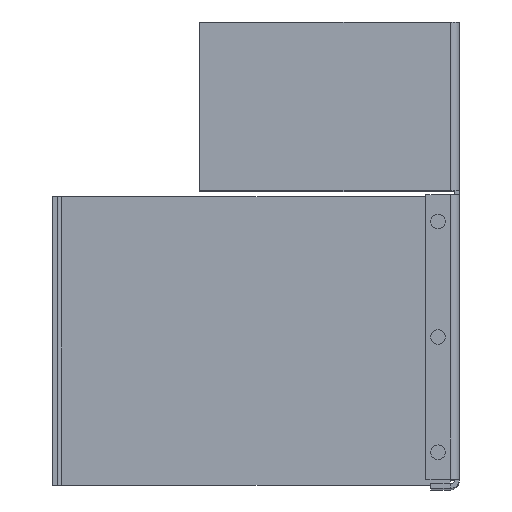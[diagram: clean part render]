
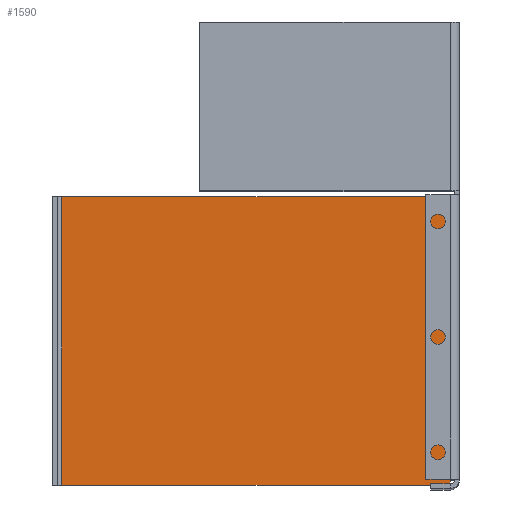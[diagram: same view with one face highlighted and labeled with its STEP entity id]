
A CAD part, top view. The second image highlights one B-rep face of the part: STEP entity #1590.
In plain terms, the highlighted planar face has unit normal (0, 0, 1).
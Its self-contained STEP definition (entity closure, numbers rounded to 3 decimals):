
#198=FACE_OUTER_BOUND('',#304,.T.);
#304=EDGE_LOOP('',(#1410,#1411,#1412,#1413,#1414));
#401=LINE('',#2444,#569);
#405=LINE('',#2454,#573);
#406=LINE('',#2457,#574);
#471=LINE('',#2611,#639);
#478=LINE('',#2627,#646);
#569=VECTOR('',#1991,10.);
#573=VECTOR('',#2001,10.);
#574=VECTOR('',#2004,10.);
#639=VECTOR('',#2157,10.);
#646=VECTOR('',#2178,10.);
#732=VERTEX_POINT('',#2441);
#733=VERTEX_POINT('',#2443);
#736=VERTEX_POINT('',#2452);
#737=VERTEX_POINT('',#2456);
#782=VERTEX_POINT('',#2609);
#906=EDGE_CURVE('',#733,#732,#401,.T.);
#912=EDGE_CURVE('',#732,#736,#405,.T.);
#913=EDGE_CURVE('',#737,#733,#406,.F.);
#991=EDGE_CURVE('',#782,#736,#471,.T.);
#999=EDGE_CURVE('',#782,#737,#478,.T.);
#1410=ORIENTED_EDGE('',*,*,#999,.T.);
#1411=ORIENTED_EDGE('',*,*,#913,.T.);
#1412=ORIENTED_EDGE('',*,*,#906,.T.);
#1413=ORIENTED_EDGE('',*,*,#912,.T.);
#1414=ORIENTED_EDGE('',*,*,#991,.F.);
#1503=PLANE('',#1744);
#1590=ADVANCED_FACE('',(#198),#1503,.F.);
#1744=AXIS2_PLACEMENT_3D('',#2631,#2182,#2183);
#1991=DIRECTION('',(0.,1.,0.));
#2001=DIRECTION('',(0.,1.,0.));
#2004=DIRECTION('',(-1.,0.,0.));
#2157=DIRECTION('',(1.,0.,0.));
#2178=DIRECTION('',(0.,-1.,0.));
#2182=DIRECTION('center_axis',(0.,0.,-1.));
#2183=DIRECTION('ref_axis',(1.,0.,0.));
#2441=CARTESIAN_POINT('',(139.4,311.508,171.8));
#2443=CARTESIAN_POINT('',(139.4,309.908,171.8));
#2444=CARTESIAN_POINT('',(139.4,470.,171.8));
#2452=CARTESIAN_POINT('',(139.4,410.,171.8));
#2454=CARTESIAN_POINT('',(139.4,470.,171.8));
#2456=CARTESIAN_POINT('',(4.8,309.908,171.8));
#2457=CARTESIAN_POINT('',(3.2,309.908,171.8));
#2609=CARTESIAN_POINT('',(4.8,410.,171.8));
#2611=CARTESIAN_POINT('',(3.2,410.,171.8));
#2627=CARTESIAN_POINT('',(4.8,470.,171.8));
#2631=CARTESIAN_POINT('Origin',(3.2,470.,171.8));
